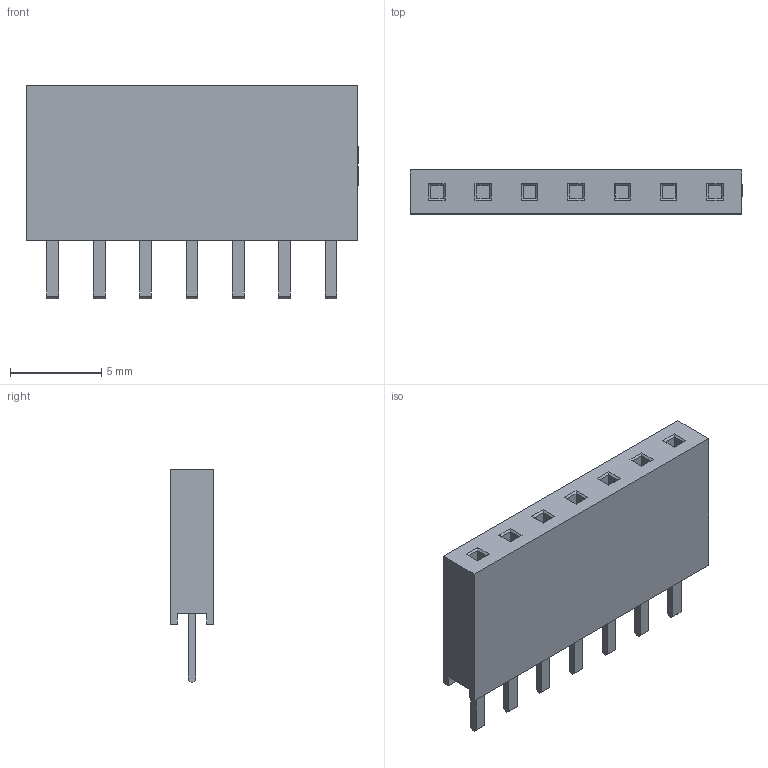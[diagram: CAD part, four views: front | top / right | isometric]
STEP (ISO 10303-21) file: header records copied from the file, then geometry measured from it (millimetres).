
FILE_DESCRIPTION(/* description */ ('Designed by EasyEDA Pro'),/* implementation_level */ '2;1');
FILE_NAME(/* name */ 'PM_2.54_1X7P_LH.step',/* time_stamp */ '2025-03-26T14:52:44+08:00',/* author */ (''),/* organization */ (''),/* preprocessor_version */ 'ST-DEVELOPER v20.1',/* originating_system */ 'Autodesk Translation Framework v14.4.0.0',/* authorisation */ '');
FILE_SCHEMA (('AUTOMOTIVE_DESIGN { 1 0 10303 214 3 1 1 }'));
Length unit declared in the file: millimetre
Products named in the file (3): kLWX-PCBModel; kLWX-Board; kLWX-H1-HDR-TH_7P-P2.54-V-F
Assembly tree (2 placements, depth 2):
  kLWX-PCBModel
    kLWX-Board
    kLWX-H1-HDR-TH_7P-P2.54-V-F
Bounding box: 18.19 x 2.4 x 11.7 mm (x, y, z)
Volume: 353.2 mm3; surface area: 550.3 mm2
Topology: 1 solids, 1 shells, 406 faces, 1064 edges, 700 vertices
Faces by surface type: plane 292, bspline 114
Entity records: 14140 total; most frequent: CARTESIAN_POINT 4267, ORIENTED_EDGE 2128, DIRECTION 1602, EDGE_CURVE 1064, LINE 836, VECTOR 836, VERTEX_POINT 700, EDGE_LOOP 446
